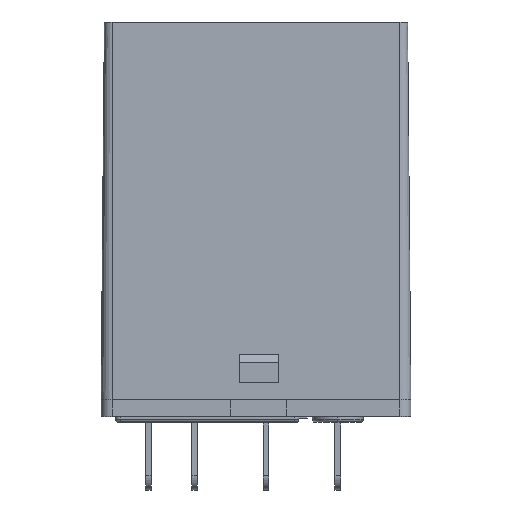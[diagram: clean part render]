
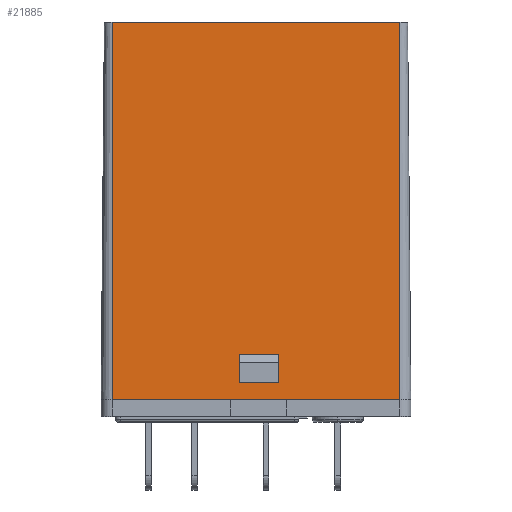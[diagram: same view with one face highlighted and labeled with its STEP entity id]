
A CAD part, top view. The second image highlights one B-rep face of the part: STEP entity #21885.
In plain terms, the highlighted planar face has unit normal (0, 0.009, 1).
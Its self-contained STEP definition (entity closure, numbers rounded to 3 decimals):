
#202 = EDGE_CURVE ( 'NONE', #14920, #12088, #19611, .T. ) ;
#222 = EDGE_LOOP ( 'NONE', ( #9756, #18482, #21894, #9672 ) ) ;
#323 = EDGE_CURVE ( 'NONE', #11151, #17882, #19037, .T. ) ;
#810 = VECTOR ( 'NONE', #17782, 1000. ) ;
#854 = CARTESIAN_POINT ( 'NONE',  ( 2., 1.5, 10.5 ) ) ;
#1028 = DIRECTION ( 'NONE',  ( 0., -1., 0.009 ) ) ;
#1247 = CARTESIAN_POINT ( 'NONE',  ( -12.75, 35., 10.208 ) ) ;
#2399 = CARTESIAN_POINT ( 'NONE',  ( -1.5, 3., 10.487 ) ) ;
#2582 = LINE ( 'NONE', #2641, #10871 ) ;
#2641 = CARTESIAN_POINT ( 'NONE',  ( -12.75, 1.5, 10.5 ) ) ;
#3312 = VECTOR ( 'NONE', #10975, 1000. ) ;
#3450 = EDGE_CURVE ( 'NONE', #17882, #14490, #21248, .T. ) ;
#3975 = CARTESIAN_POINT ( 'NONE',  ( 12.75, 35., 10.208 ) ) ;
#3987 = VERTEX_POINT ( 'NONE', #8822 ) ;
#4380 = CARTESIAN_POINT ( 'NONE',  ( 2., 5.5, 10.465 ) ) ;
#4537 = CARTESIAN_POINT ( 'NONE',  ( -12.75, 3., 10.487 ) ) ;
#4905 = CARTESIAN_POINT ( 'NONE',  ( -12.75, 1.5, 10.5 ) ) ;
#4960 = DIRECTION ( 'NONE',  ( 1., 0., 0. ) ) ;
#6274 = CARTESIAN_POINT ( 'NONE',  ( -12.75, 35., 10.208 ) ) ;
#6600 = EDGE_CURVE ( 'NONE', #12088, #14957, #17823, .T. ) ;
#6909 = CARTESIAN_POINT ( 'NONE',  ( -12.75, 1.5, 10.5 ) ) ;
#7154 = LINE ( 'NONE', #854, #16637 ) ;
#7556 = ORIENTED_EDGE ( 'NONE', *, *, #202, .T. ) ;
#7762 = VECTOR ( 'NONE', #4960, 1000. ) ;
#8425 = DIRECTION ( 'NONE',  ( 0., -1., 0.009 ) ) ;
#8803 = DIRECTION ( 'NONE',  ( 0., -1., 0.009 ) ) ;
#8822 = CARTESIAN_POINT ( 'NONE',  ( 2., 3., 10.487 ) ) ;
#9548 = VECTOR ( 'NONE', #23004, 1000. ) ;
#9672 = ORIENTED_EDGE ( 'NONE', *, *, #16278, .T. ) ;
#9715 = FACE_OUTER_BOUND ( 'NONE', #222, .T. ) ;
#9756 = ORIENTED_EDGE ( 'NONE', *, *, #13130, .T. ) ;
#10304 = EDGE_CURVE ( 'NONE', #14957, #3987, #7154, .T. ) ;
#10871 = VECTOR ( 'NONE', #12072, 1000. ) ;
#10975 = DIRECTION ( 'NONE',  ( 1., 0., 0. ) ) ;
#11151 = VERTEX_POINT ( 'NONE', #6274 ) ;
#11594 = CARTESIAN_POINT ( 'NONE',  ( -1.5, 1.5, 10.5 ) ) ;
#12072 = DIRECTION ( 'NONE',  ( 1., 0., 0. ) ) ;
#12088 = VERTEX_POINT ( 'NONE', #23140 ) ;
#12172 = DIRECTION ( 'NONE',  ( 0., -1., 0.009 ) ) ;
#12402 = ORIENTED_EDGE ( 'NONE', *, *, #13135, .T. ) ;
#13095 = ORIENTED_EDGE ( 'NONE', *, *, #10304, .T. ) ;
#13130 = EDGE_CURVE ( 'NONE', #14002, #14490, #2582, .T. ) ;
#13135 = EDGE_CURVE ( 'NONE', #3987, #14920, #15898, .T. ) ;
#14002 = VERTEX_POINT ( 'NONE', #4905 ) ;
#14490 = VERTEX_POINT ( 'NONE', #20026 ) ;
#14920 = VERTEX_POINT ( 'NONE', #2399 ) ;
#14957 = VERTEX_POINT ( 'NONE', #4380 ) ;
#15091 = AXIS2_PLACEMENT_3D ( 'NONE', #6909, #20146, #8803 ) ;
#15898 = LINE ( 'NONE', #4537, #810 ) ;
#16101 = PLANE ( 'NONE',  #15091 ) ;
#16211 = VECTOR ( 'NONE', #1028, 1000. ) ;
#16278 = EDGE_CURVE ( 'NONE', #11151, #14002, #20848, .T. ) ;
#16637 = VECTOR ( 'NONE', #12172, 1000. ) ;
#17782 = DIRECTION ( 'NONE',  ( -1., 0., 0. ) ) ;
#17823 = LINE ( 'NONE', #22297, #3312 ) ;
#17882 = VERTEX_POINT ( 'NONE', #3975 ) ;
#18482 = ORIENTED_EDGE ( 'NONE', *, *, #3450, .F. ) ;
#19037 = LINE ( 'NONE', #1247, #7762 ) ;
#19050 = EDGE_LOOP ( 'NONE', ( #12402, #7556, #19918, #13095 ) ) ;
#19198 = FACE_BOUND ( 'NONE', #19050, .T. ) ;
#19611 = LINE ( 'NONE', #11594, #9548 ) ;
#19761 = CARTESIAN_POINT ( 'NONE',  ( -12.75, 1.5, 10.5 ) ) ;
#19863 = CARTESIAN_POINT ( 'NONE',  ( 12.75, 1.5, 10.5 ) ) ;
#19918 = ORIENTED_EDGE ( 'NONE', *, *, #6600, .T. ) ;
#20026 = CARTESIAN_POINT ( 'NONE',  ( 12.75, 1.5, 10.5 ) ) ;
#20146 = DIRECTION ( 'NONE',  ( 0., 0.009, 1. ) ) ;
#20848 = LINE ( 'NONE', #19761, #21437 ) ;
#21248 = LINE ( 'NONE', #19863, #16211 ) ;
#21437 = VECTOR ( 'NONE', #8425, 1000. ) ;
#21885 = ADVANCED_FACE ( 'NONE', ( #19198, #9715 ), #16101, .T. ) ;
#21894 = ORIENTED_EDGE ( 'NONE', *, *, #323, .F. ) ;
#22297 = CARTESIAN_POINT ( 'NONE',  ( -12.75, 5.5, 10.465 ) ) ;
#23004 = DIRECTION ( 'NONE',  ( 0., 1., -0.009 ) ) ;
#23140 = CARTESIAN_POINT ( 'NONE',  ( -1.5, 5.5, 10.465 ) ) ;
